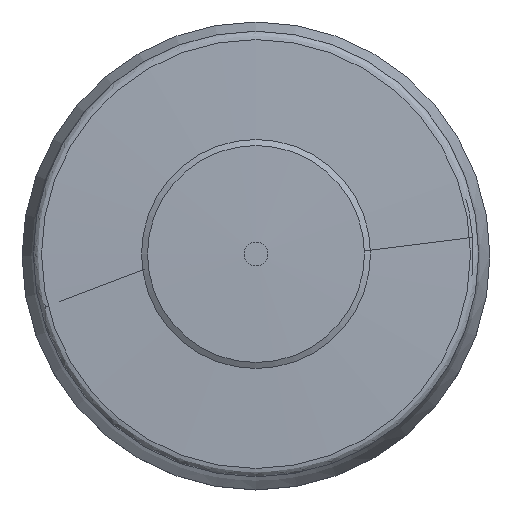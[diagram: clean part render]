
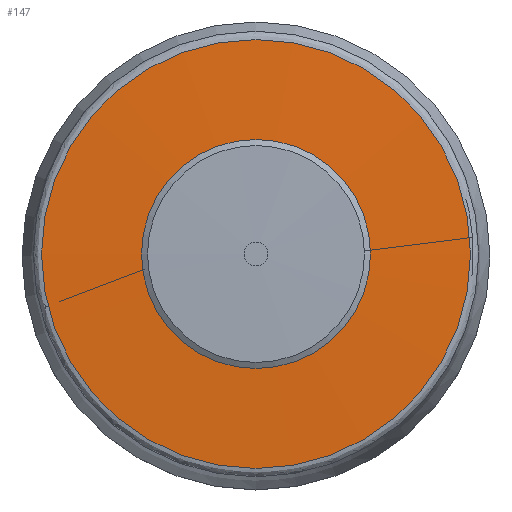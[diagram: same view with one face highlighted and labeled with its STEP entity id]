
A CAD part, top view. The second image highlights one B-rep face of the part: STEP entity #147.
In plain terms, the highlighted face is a revolution surface.
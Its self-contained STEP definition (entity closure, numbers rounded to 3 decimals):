
#89=SURFACE_OF_REVOLUTION('',#99,#94);
#94=AXIS1_PLACEMENT('',#578,#458);
#99=B_SPLINE_CURVE_WITH_KNOTS('',5,(#572,#573,#574,#575,#576,#577),
 .UNSPECIFIED.,.F.,.F.,(6,6),(0.,1.),.UNSPECIFIED.);
#109=FACE_BOUND('',#196,.T.);
#110=FACE_BOUND('',#197,.T.);
#147=ADVANCED_FACE('',(#109,#110),#89,.T.);
#196=EDGE_LOOP('',(#242));
#197=EDGE_LOOP('',(#243));
#242=ORIENTED_EDGE('',*,*,#341,.F.);
#243=ORIENTED_EDGE('',*,*,#340,.T.);
#309=VERTEX_POINT('',#568);
#310=VERTEX_POINT('',#571);
#340=EDGE_CURVE('',#309,#309,#375,.T.);
#341=EDGE_CURVE('',#310,#310,#376,.T.);
#375=CIRCLE('',#398,10.278);
#376=CIRCLE('',#400,19.25);
#398=AXIS2_PLACEMENT_3D('',#567,#452,#453);
#400=AXIS2_PLACEMENT_3D('',#570,#456,#457);
#452=DIRECTION('',(0.,0.,-1.));
#453=DIRECTION('',(-1.,0.,0.));
#456=DIRECTION('',(0.,0.,-1.));
#457=DIRECTION('',(-1.,0.,0.));
#458=DIRECTION('',(0.,0.,-1.));
#567=CARTESIAN_POINT('',(0.,0.,104.524));
#568=CARTESIAN_POINT('',(-10.278,0.,104.524));
#570=CARTESIAN_POINT('',(0.,0.,104.202));
#571=CARTESIAN_POINT('',(-19.25,0.,104.202));
#572=CARTESIAN_POINT('',(10.278,0.,104.524));
#573=CARTESIAN_POINT('',(12.072,0.,104.459));
#574=CARTESIAN_POINT('',(13.867,0.,104.395));
#575=CARTESIAN_POINT('',(15.661,0.,104.33));
#576=CARTESIAN_POINT('',(17.456,0.,104.266));
#577=CARTESIAN_POINT('',(19.25,0.,104.202));
#578=CARTESIAN_POINT('',(0.,0.,0.));
